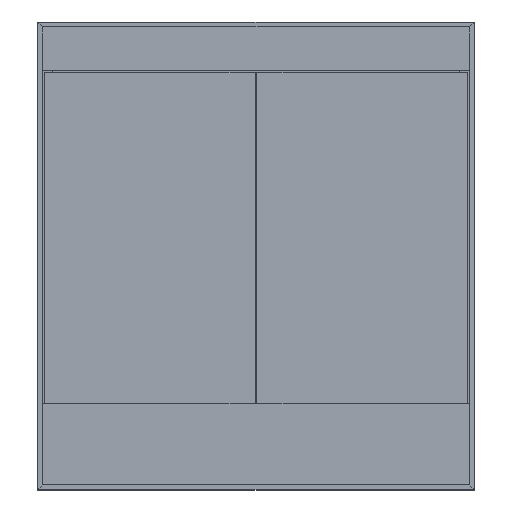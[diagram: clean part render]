
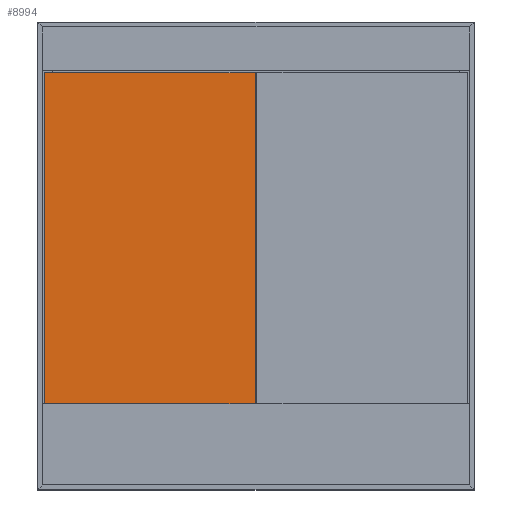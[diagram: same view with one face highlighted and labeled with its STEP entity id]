
A CAD part, top view. The second image highlights one B-rep face of the part: STEP entity #8994.
In plain terms, the highlighted planar face has unit normal (0, 0, 1).
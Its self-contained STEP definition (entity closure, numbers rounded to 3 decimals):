
#367 = VERTEX_POINT ( 'NONE', #10665 ) ;
#868 = LINE ( 'NONE', #4310, #2133 ) ;
#934 = VERTEX_POINT ( 'NONE', #10935 ) ;
#1122 = ORIENTED_EDGE ( 'NONE', *, *, #2530, .T. ) ;
#1553 = EDGE_LOOP ( 'NONE', ( #9085, #4079, #10853, #1122 ) ) ;
#1638 = DIRECTION ( 'NONE',  ( 0., 0., 1. ) ) ;
#1907 = DIRECTION ( 'NONE',  ( 0., 1., 0. ) ) ;
#2069 = CARTESIAN_POINT ( 'NONE',  ( 11., 669., 0. ) ) ;
#2133 = VECTOR ( 'NONE', #7754, 1000. ) ;
#2497 = FACE_OUTER_BOUND ( 'NONE', #1553, .T. ) ;
#2530 = EDGE_CURVE ( 'NONE', #934, #367, #868, .T. ) ;
#2652 = AXIS2_PLACEMENT_3D ( 'NONE', #9365, #1638, #5077 ) ;
#2766 = CARTESIAN_POINT ( 'NONE',  ( 11., 138., 0. ) ) ;
#2818 = CARTESIAN_POINT ( 'NONE',  ( 11., 138., 0. ) ) ;
#2977 = VERTEX_POINT ( 'NONE', #2766 ) ;
#4015 = VERTEX_POINT ( 'NONE', #10441 ) ;
#4079 = ORIENTED_EDGE ( 'NONE', *, *, #5500, .T. ) ;
#4310 = CARTESIAN_POINT ( 'NONE',  ( 11., 669., 0. ) ) ;
#4494 = EDGE_CURVE ( 'NONE', #4015, #934, #6201, .T. ) ;
#4582 = EDGE_CURVE ( 'NONE', #367, #2977, #9788, .T. ) ;
#5077 = DIRECTION ( 'NONE',  ( 1., 0., 0. ) ) ;
#5286 = VECTOR ( 'NONE', #5505, 1000. ) ;
#5500 = EDGE_CURVE ( 'NONE', #2977, #4015, #10536, .T. ) ;
#5505 = DIRECTION ( 'NONE',  ( 0., -1., 0. ) ) ;
#5933 = PLANE ( 'NONE',  #2652 ) ;
#6201 = LINE ( 'NONE', #9629, #7808 ) ;
#6263 = DIRECTION ( 'NONE',  ( 1., 0., 0. ) ) ;
#7754 = DIRECTION ( 'NONE',  ( -1., 0., 0. ) ) ;
#7808 = VECTOR ( 'NONE', #1907, 1000. ) ;
#8994 = ADVANCED_FACE ( 'NONE', ( #2497 ), #5933, .T. ) ;
#9085 = ORIENTED_EDGE ( 'NONE', *, *, #4582, .T. ) ;
#9365 = CARTESIAN_POINT ( 'NONE',  ( 0., 0., 0. ) ) ;
#9623 = VECTOR ( 'NONE', #6263, 1000. ) ;
#9629 = CARTESIAN_POINT ( 'NONE',  ( 348.5, 669., 0. ) ) ;
#9788 = LINE ( 'NONE', #2069, #5286 ) ;
#10441 = CARTESIAN_POINT ( 'NONE',  ( 348.5, 138., 0. ) ) ;
#10536 = LINE ( 'NONE', #2818, #9623 ) ;
#10665 = CARTESIAN_POINT ( 'NONE',  ( 11., 669., 0. ) ) ;
#10853 = ORIENTED_EDGE ( 'NONE', *, *, #4494, .T. ) ;
#10935 = CARTESIAN_POINT ( 'NONE',  ( 348.5, 669., 0. ) ) ;
